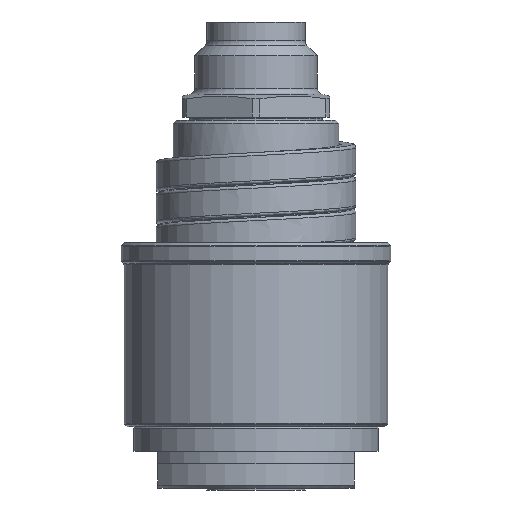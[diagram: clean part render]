
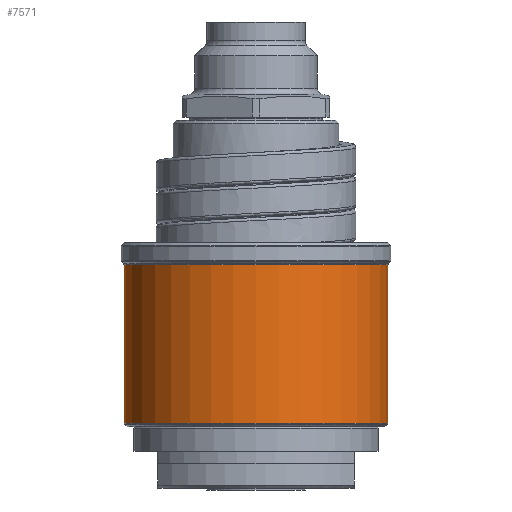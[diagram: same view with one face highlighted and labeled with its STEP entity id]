
A CAD part, front view. The second image highlights one B-rep face of the part: STEP entity #7571.
In plain terms, the highlighted cylindrical face has radius 21.5 mm (diameter 43 mm), a partial arc.
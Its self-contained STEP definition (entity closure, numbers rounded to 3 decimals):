
#1313=CARTESIAN_POINT('',(0.,0.,10.583));
#1314=DIRECTION('',(0.,0.,1.));
#1315=DIRECTION('',(-1.,0.,0.));
#1316=AXIS2_PLACEMENT_3D('',#1313,#1314,#1315);
#1318=DIRECTION('',(0.,0.,-1.));
#1319=VECTOR('',#1318,25.834);
#1320=CARTESIAN_POINT('',(-21.5,0.,36.417));
#1321=LINE('',#1320,#1319);
#1322=CARTESIAN_POINT('',(0.,0.,36.417));
#1323=DIRECTION('',(0.,0.,1.));
#1324=DIRECTION('',(-1.,0.,0.));
#1325=AXIS2_PLACEMENT_3D('',#1322,#1323,#1324);
#1327=DIRECTION('',(0.,0.,-1.));
#1328=VECTOR('',#1327,25.834);
#1329=CARTESIAN_POINT('',(21.5,0.,36.417));
#1330=LINE('',#1329,#1328);
#5460=CARTESIAN_POINT('',(21.5,0.,36.417));
#5461=CARTESIAN_POINT('',(-21.5,0.,36.417));
#5462=VERTEX_POINT('',#5460);
#5463=VERTEX_POINT('',#5461);
#5486=CARTESIAN_POINT('',(21.5,0.,10.583));
#5487=VERTEX_POINT('',#5486);
#5488=CARTESIAN_POINT('',(-21.5,0.,10.583));
#5489=VERTEX_POINT('',#5488);
#7557=CARTESIAN_POINT('',(0.,0.,8.5));
#7558=DIRECTION('',(0.,0.,1.));
#7559=DIRECTION('',(-1.,0.,0.));
#7560=AXIS2_PLACEMENT_3D('',#7557,#7558,#7559);
#7561=CYLINDRICAL_SURFACE('',#7560,21.5);
#7563=ORIENTED_EDGE('',*,*,#7562,.F.);
#7565=ORIENTED_EDGE('',*,*,#7564,.F.);
#7566=ORIENTED_EDGE('',*,*,#7547,.T.);
#7568=ORIENTED_EDGE('',*,*,#7567,.T.);
#7569=EDGE_LOOP('',(#7563,#7565,#7566,#7568));
#7570=FACE_OUTER_BOUND('',#7569,.F.);
#1317=CIRCLE('',#1316,21.5);
#1326=CIRCLE('',#1325,21.5);
#7547=EDGE_CURVE('',#5463,#5462,#1326,.T.);
#7562=EDGE_CURVE('',#5489,#5487,#1317,.T.);
#7564=EDGE_CURVE('',#5463,#5489,#1321,.T.);
#7567=EDGE_CURVE('',#5462,#5487,#1330,.T.);
#7571=ADVANCED_FACE('',(#7570),#7561,.T.);
